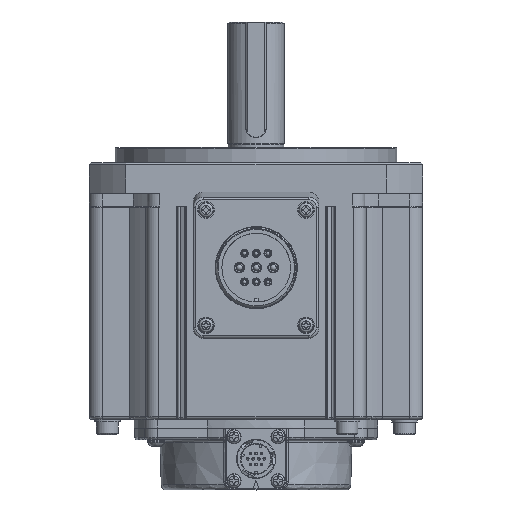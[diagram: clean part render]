
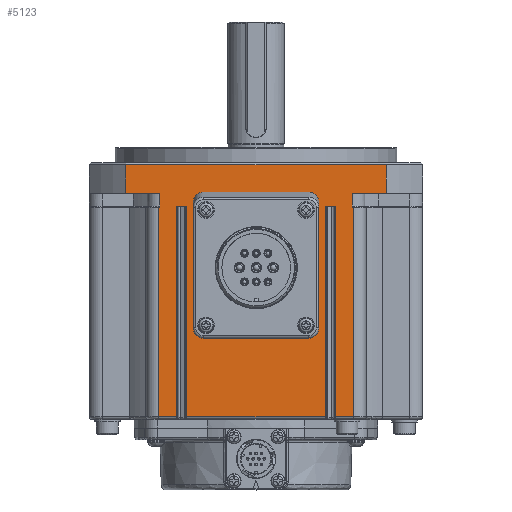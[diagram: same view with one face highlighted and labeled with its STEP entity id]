
A CAD part, top view. The second image highlights one B-rep face of the part: STEP entity #5123.
In plain terms, the highlighted planar face has unit normal (0, 0, 1).
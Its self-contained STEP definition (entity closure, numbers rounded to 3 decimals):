
#329=FACE_BOUND('',#8087,.T.);
#330=FACE_BOUND('',#8088,.T.);
#1480=PLANE('',#24787);
#2015=LINE('',#35358,#3580);
#2016=LINE('',#35361,#3581);
#2017=LINE('',#35363,#3582);
#2018=LINE('',#35365,#3583);
#2019=LINE('',#35367,#3584);
#2020=LINE('',#35369,#3585);
#2021=LINE('',#35371,#3586);
#2022=LINE('',#35373,#3587);
#2023=LINE('',#35375,#3588);
#2024=LINE('',#35377,#3589);
#2025=LINE('',#35379,#3590);
#2026=LINE('',#35381,#3591);
#2027=LINE('',#35383,#3592);
#2028=LINE('',#35385,#3593);
#2029=LINE('',#35387,#3594);
#2030=LINE('',#35389,#3595);
#2031=LINE('',#35391,#3596);
#2032=LINE('',#35393,#3597);
#2033=LINE('',#35395,#3598);
#2034=LINE('',#35397,#3599);
#2035=LINE('',#35398,#3600);
#2036=LINE('',#35403,#3601);
#2037=LINE('',#35407,#3602);
#2038=LINE('',#35411,#3603);
#3580=VECTOR('',#27810,1.);
#3581=VECTOR('',#27811,1.);
#3582=VECTOR('',#27812,1.);
#3583=VECTOR('',#27813,1.);
#3584=VECTOR('',#27814,1.);
#3585=VECTOR('',#27815,1.);
#3586=VECTOR('',#27816,1.);
#3587=VECTOR('',#27817,1.);
#3588=VECTOR('',#27818,1.);
#3589=VECTOR('',#27819,1.);
#3590=VECTOR('',#27820,1.);
#3591=VECTOR('',#27821,1.);
#3592=VECTOR('',#27822,1.);
#3593=VECTOR('',#27823,1.);
#3594=VECTOR('',#27824,1.);
#3595=VECTOR('',#27825,1.);
#3596=VECTOR('',#27826,1.);
#3597=VECTOR('',#27827,1.);
#3598=VECTOR('',#27828,1.);
#3599=VECTOR('',#27829,1.);
#3600=VECTOR('',#27830,1.);
#3601=VECTOR('',#27833,1.);
#3602=VECTOR('',#27836,1.);
#3603=VECTOR('',#27839,1.);
#5123=ADVANCED_FACE('',(#329,#330),#1480,.F.);
#8087=EDGE_LOOP('',(#10328,#10329,#10330,#10331,#10332,#10333,#10334,#10335,
#10336,#10337,#10338,#10339,#10340,#10341,#10342,#10343,#10344,#10345,#10346,
#10347));
#8088=EDGE_LOOP('',(#10348,#10349,#10350,#10351,#10352,#10353,#10354,#10355));
#10328=ORIENTED_EDGE('',*,*,#19773,.T.);
#10329=ORIENTED_EDGE('',*,*,#19774,.T.);
#10330=ORIENTED_EDGE('',*,*,#19775,.F.);
#10331=ORIENTED_EDGE('',*,*,#19776,.T.);
#10332=ORIENTED_EDGE('',*,*,#19777,.F.);
#10333=ORIENTED_EDGE('',*,*,#19778,.T.);
#10334=ORIENTED_EDGE('',*,*,#19779,.T.);
#10335=ORIENTED_EDGE('',*,*,#19780,.F.);
#10336=ORIENTED_EDGE('',*,*,#19781,.T.);
#10337=ORIENTED_EDGE('',*,*,#19782,.T.);
#10338=ORIENTED_EDGE('',*,*,#19783,.T.);
#10339=ORIENTED_EDGE('',*,*,#19784,.T.);
#10340=ORIENTED_EDGE('',*,*,#19785,.T.);
#10341=ORIENTED_EDGE('',*,*,#19786,.F.);
#10342=ORIENTED_EDGE('',*,*,#19787,.F.);
#10343=ORIENTED_EDGE('',*,*,#19788,.T.);
#10344=ORIENTED_EDGE('',*,*,#19789,.T.);
#10345=ORIENTED_EDGE('',*,*,#19790,.F.);
#10346=ORIENTED_EDGE('',*,*,#19791,.T.);
#10347=ORIENTED_EDGE('',*,*,#19792,.T.);
#10348=ORIENTED_EDGE('',*,*,#19793,.F.);
#10349=ORIENTED_EDGE('',*,*,#19794,.F.);
#10350=ORIENTED_EDGE('',*,*,#19795,.F.);
#10351=ORIENTED_EDGE('',*,*,#19796,.F.);
#10352=ORIENTED_EDGE('',*,*,#19797,.F.);
#10353=ORIENTED_EDGE('',*,*,#19798,.F.);
#10354=ORIENTED_EDGE('',*,*,#19799,.F.);
#10355=ORIENTED_EDGE('',*,*,#19800,.F.);
#17454=VERTEX_POINT('',#35359);
#17455=VERTEX_POINT('',#35360);
#17456=VERTEX_POINT('',#35362);
#17457=VERTEX_POINT('',#35364);
#17458=VERTEX_POINT('',#35366);
#17459=VERTEX_POINT('',#35368);
#17460=VERTEX_POINT('',#35370);
#17461=VERTEX_POINT('',#35372);
#17462=VERTEX_POINT('',#35374);
#17463=VERTEX_POINT('',#35376);
#17464=VERTEX_POINT('',#35378);
#17465=VERTEX_POINT('',#35380);
#17466=VERTEX_POINT('',#35382);
#17467=VERTEX_POINT('',#35384);
#17468=VERTEX_POINT('',#35386);
#17469=VERTEX_POINT('',#35388);
#17470=VERTEX_POINT('',#35390);
#17471=VERTEX_POINT('',#35392);
#17472=VERTEX_POINT('',#35394);
#17473=VERTEX_POINT('',#35396);
#17474=VERTEX_POINT('',#35399);
#17475=VERTEX_POINT('',#35400);
#17476=VERTEX_POINT('',#35402);
#17477=VERTEX_POINT('',#35404);
#17478=VERTEX_POINT('',#35406);
#17479=VERTEX_POINT('',#35408);
#17480=VERTEX_POINT('',#35410);
#17481=VERTEX_POINT('',#35412);
#19773=EDGE_CURVE('',#17454,#17455,#2015,.T.);
#19774=EDGE_CURVE('',#17455,#17456,#2016,.T.);
#19775=EDGE_CURVE('',#17457,#17456,#2017,.T.);
#19776=EDGE_CURVE('',#17457,#17458,#2018,.T.);
#19777=EDGE_CURVE('',#17459,#17458,#2019,.T.);
#19778=EDGE_CURVE('',#17459,#17460,#2020,.T.);
#19779=EDGE_CURVE('',#17460,#17461,#2021,.T.);
#19780=EDGE_CURVE('',#17462,#17461,#2022,.T.);
#19781=EDGE_CURVE('',#17462,#17463,#2023,.T.);
#19782=EDGE_CURVE('',#17463,#17464,#2024,.T.);
#19783=EDGE_CURVE('',#17464,#17465,#2025,.T.);
#19784=EDGE_CURVE('',#17465,#17466,#2026,.T.);
#19785=EDGE_CURVE('',#17466,#17467,#2027,.T.);
#19786=EDGE_CURVE('',#17468,#17467,#2028,.T.);
#19787=EDGE_CURVE('',#17469,#17468,#2029,.T.);
#19788=EDGE_CURVE('',#17469,#17470,#2030,.T.);
#19789=EDGE_CURVE('',#17470,#17471,#2031,.T.);
#19790=EDGE_CURVE('',#17472,#17471,#2032,.T.);
#19791=EDGE_CURVE('',#17472,#17473,#2033,.T.);
#19792=EDGE_CURVE('',#17473,#17454,#2034,.T.);
#19793=EDGE_CURVE('',#17474,#17475,#2035,.T.);
#19794=EDGE_CURVE('',#17476,#17474,#23293,.T.);
#19795=EDGE_CURVE('',#17477,#17476,#2036,.T.);
#19796=EDGE_CURVE('',#17478,#17477,#23294,.T.);
#19797=EDGE_CURVE('',#17479,#17478,#2037,.T.);
#19798=EDGE_CURVE('',#17480,#17479,#23295,.T.);
#19799=EDGE_CURVE('',#17481,#17480,#2038,.T.);
#19800=EDGE_CURVE('',#17475,#17481,#23296,.T.);
#23293=CIRCLE('',#24783,3.9);
#23294=CIRCLE('',#24784,3.9);
#23295=CIRCLE('',#24785,3.9);
#23296=CIRCLE('',#24786,3.9);
#24783=AXIS2_PLACEMENT_3D('',#35401,#27831,#27832);
#24784=AXIS2_PLACEMENT_3D('',#35405,#27834,#27835);
#24785=AXIS2_PLACEMENT_3D('',#35409,#27837,#27838);
#24786=AXIS2_PLACEMENT_3D('',#35413,#27840,#27841);
#24787=AXIS2_PLACEMENT_3D('',#35414,#27842,#27843);
#27810=DIRECTION('',(0.,-1.,0.));
#27811=DIRECTION('',(1.,0.,0.));
#27812=DIRECTION('',(0.,-1.,0.));
#27813=DIRECTION('',(1.,0.,0.));
#27814=DIRECTION('',(0.,1.,0.));
#27815=DIRECTION('',(1.,0.,0.));
#27816=DIRECTION('',(0.,1.,0.));
#27817=DIRECTION('',(-1.,0.,0.));
#27818=DIRECTION('',(0.,-1.,0.));
#27819=DIRECTION('',(1.,0.,0.));
#27820=DIRECTION('',(0.,1.,0.));
#27821=DIRECTION('',(-1.,0.,0.));
#27822=DIRECTION('',(0.,1.,0.));
#27823=DIRECTION('',(-1.,0.,0.));
#27824=DIRECTION('',(0.,-1.,0.));
#27825=DIRECTION('',(-1.,0.,0.));
#27826=DIRECTION('',(0.,-1.,0.));
#27827=DIRECTION('',(-1.,0.,0.));
#27828=DIRECTION('',(0.,-1.,0.));
#27829=DIRECTION('',(-1.,0.,0.));
#27830=DIRECTION('',(-1.,0.,0.));
#27831=DIRECTION('',(0.,0.,1.));
#27832=DIRECTION('',(0.,-1.,0.));
#27833=DIRECTION('',(0.,1.,0.));
#27834=DIRECTION('',(0.,0.,1.));
#27835=DIRECTION('',(0.,-1.,0.));
#27836=DIRECTION('',(1.,0.,0.));
#27837=DIRECTION('',(0.,0.,1.));
#27838=DIRECTION('',(0.,-1.,0.));
#27839=DIRECTION('',(0.,-1.,0.));
#27840=DIRECTION('',(0.,0.,1.));
#27841=DIRECTION('',(0.,-1.,0.));
#27842=DIRECTION('',(0.,0.,-1.));
#27843=DIRECTION('',(0.,1.,0.));
#35358=CARTESIAN_POINT('',(-38.,-35.,0.));
#35359=CARTESIAN_POINT('',(-38.,70.7,0.));
#35360=CARTESIAN_POINT('',(-38.,-11.,0.));
#35361=CARTESIAN_POINT('',(38.,-11.,0.));
#35362=CARTESIAN_POINT('',(-30.974,-11.,0.));
#35363=CARTESIAN_POINT('',(-30.974,-35.,0.));
#35364=CARTESIAN_POINT('',(-30.974,71.,0.));
#35365=CARTESIAN_POINT('',(42.5,71.,0.));
#35366=CARTESIAN_POINT('',(-27.026,71.,0.));
#35367=CARTESIAN_POINT('',(-27.026,-35.,0.));
#35368=CARTESIAN_POINT('',(-27.026,-11.,0.));
#35369=CARTESIAN_POINT('',(38.,-11.,0.));
#35370=CARTESIAN_POINT('',(27.026,-11.,0.));
#35371=CARTESIAN_POINT('',(27.026,-35.,0.));
#35372=CARTESIAN_POINT('',(27.026,71.,0.));
#35373=CARTESIAN_POINT('',(-42.5,71.,0.));
#35374=CARTESIAN_POINT('',(30.974,71.,0.));
#35375=CARTESIAN_POINT('',(30.974,-35.,0.));
#35376=CARTESIAN_POINT('',(30.974,-11.,0.));
#35377=CARTESIAN_POINT('',(38.,-11.,0.));
#35378=CARTESIAN_POINT('',(38.,-11.,0.));
#35379=CARTESIAN_POINT('',(38.,0.,0.));
#35380=CARTESIAN_POINT('',(38.,70.7,0.));
#35381=CARTESIAN_POINT('',(37.5,70.7,0.));
#35382=CARTESIAN_POINT('',(37.5,70.7,0.));
#35383=CARTESIAN_POINT('',(37.5,-35.,0.));
#35384=CARTESIAN_POINT('',(37.5,76.,0.));
#35385=CARTESIAN_POINT('',(65.,76.,0.));
#35386=CARTESIAN_POINT('',(50.806,76.,0.));
#35387=CARTESIAN_POINT('',(50.806,88.,0.));
#35388=CARTESIAN_POINT('',(50.806,87.3,0.));
#35389=CARTESIAN_POINT('',(38.,87.3,0.));
#35390=CARTESIAN_POINT('',(-50.806,87.3,0.));
#35391=CARTESIAN_POINT('',(-50.806,88.,0.));
#35392=CARTESIAN_POINT('',(-50.806,76.,0.));
#35393=CARTESIAN_POINT('',(-65.,76.,0.));
#35394=CARTESIAN_POINT('',(-37.5,76.,0.));
#35395=CARTESIAN_POINT('',(-37.5,-35.,0.));
#35396=CARTESIAN_POINT('',(-37.5,70.7,0.));
#35397=CARTESIAN_POINT('',(-38.,70.7,0.));
#35398=CARTESIAN_POINT('',(-20.5,76.4,0.));
#35399=CARTESIAN_POINT('',(20.5,76.4,0.));
#35400=CARTESIAN_POINT('',(-20.5,76.4,0.));
#35401=CARTESIAN_POINT('',(20.5,72.5,0.));
#35402=CARTESIAN_POINT('',(24.4,72.5,0.));
#35403=CARTESIAN_POINT('',(24.4,72.5,0.));
#35404=CARTESIAN_POINT('',(24.4,23.5,0.));
#35405=CARTESIAN_POINT('',(20.5,23.5,0.));
#35406=CARTESIAN_POINT('',(20.5,19.6,0.));
#35407=CARTESIAN_POINT('',(-20.5,19.6,0.));
#35408=CARTESIAN_POINT('',(-20.5,19.6,0.));
#35409=CARTESIAN_POINT('',(-20.5,23.5,0.));
#35410=CARTESIAN_POINT('',(-24.4,23.5,0.));
#35411=CARTESIAN_POINT('',(-24.4,72.5,0.));
#35412=CARTESIAN_POINT('',(-24.4,72.5,0.));
#35413=CARTESIAN_POINT('',(-20.5,72.5,0.));
#35414=CARTESIAN_POINT('',(38.,-35.,0.));
